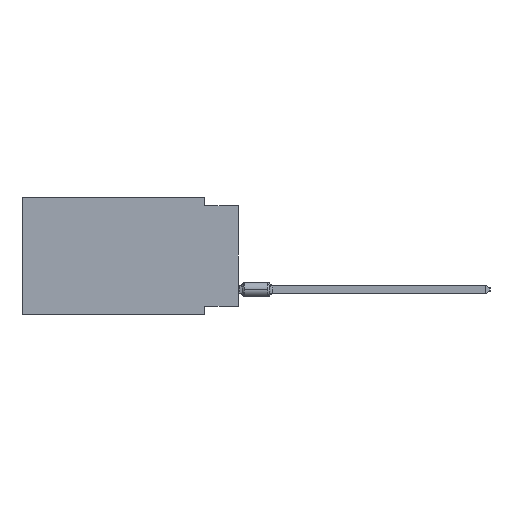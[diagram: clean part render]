
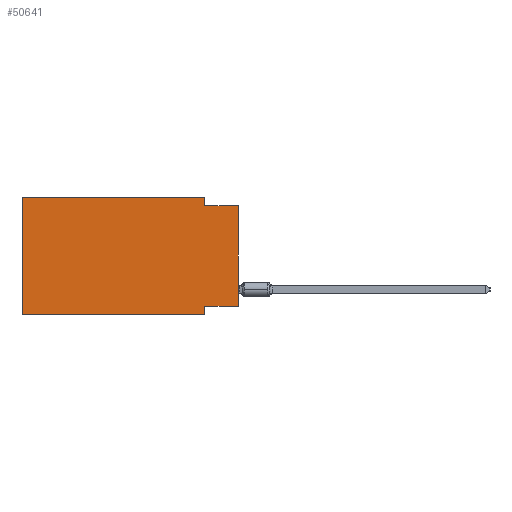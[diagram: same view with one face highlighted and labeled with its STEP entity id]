
A CAD part, left-side view. The second image highlights one B-rep face of the part: STEP entity #50641.
In plain terms, the highlighted planar face has unit normal (-1, 0, 0).
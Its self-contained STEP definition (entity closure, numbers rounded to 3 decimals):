
#40 = VECTOR ( 'NONE', #28776, 1000. ) ;
#286 = VECTOR ( 'NONE', #33575, 1000. ) ;
#828 = DIRECTION ( 'NONE',  ( 0., -1., 0. ) ) ;
#945 = VERTEX_POINT ( 'NONE', #47325 ) ;
#1553 = DIRECTION ( 'NONE',  ( 0., -1., 0. ) ) ;
#3156 = DIRECTION ( 'NONE',  ( 0., 0., 1. ) ) ;
#4093 = LINE ( 'NONE', #32626, #40 ) ;
#4747 = VERTEX_POINT ( 'NONE', #51060 ) ;
#7536 = LINE ( 'NONE', #40738, #22599 ) ;
#7705 = DIRECTION ( 'NONE',  ( 0., 0., -1. ) ) ;
#9202 = ORIENTED_EDGE ( 'NONE', *, *, #16512, .F. ) ;
#9603 = CARTESIAN_POINT ( 'NONE',  ( 0., 2.54, -0.635 ) ) ;
#9860 = EDGE_CURVE ( 'NONE', #945, #15736, #4093, .T. ) ;
#9868 = CARTESIAN_POINT ( 'NONE',  ( 0., 0., -0.635 ) ) ;
#10384 = CARTESIAN_POINT ( 'NONE',  ( 0., 16.383, 0. ) ) ;
#11190 = VECTOR ( 'NONE', #7705, 1000. ) ;
#11684 = CARTESIAN_POINT ( 'NONE',  ( 0., 2.54, 0. ) ) ;
#11984 = EDGE_CURVE ( 'NONE', #4747, #53909, #43243, .T. ) ;
#12259 = CARTESIAN_POINT ( 'NONE',  ( 0., 16.383, 0. ) ) ;
#12921 = EDGE_CURVE ( 'NONE', #945, #27508, #37212, .T. ) ;
#15736 = VERTEX_POINT ( 'NONE', #26270 ) ;
#16380 = DIRECTION ( 'NONE',  ( 1., 0., 0. ) ) ;
#16512 = EDGE_CURVE ( 'NONE', #4747, #49305, #7536, .T. ) ;
#16835 = LINE ( 'NONE', #49497, #286 ) ;
#17426 = VECTOR ( 'NONE', #45456, 1000. ) ;
#19195 = VERTEX_POINT ( 'NONE', #9603 ) ;
#19777 = CARTESIAN_POINT ( 'NONE',  ( 0., 2.54, -8.89 ) ) ;
#20847 = LINE ( 'NONE', #21131, #11190 ) ;
#20902 = VECTOR ( 'NONE', #28947, 1000. ) ;
#21131 = CARTESIAN_POINT ( 'NONE',  ( 0., 2.54, -8.89 ) ) ;
#22599 = VECTOR ( 'NONE', #3156, 1000. ) ;
#23254 = ORIENTED_EDGE ( 'NONE', *, *, #27040, .F. ) ;
#24407 = ORIENTED_EDGE ( 'NONE', *, *, #9860, .F. ) ;
#24408 = ORIENTED_EDGE ( 'NONE', *, *, #37664, .F. ) ;
#24727 = EDGE_CURVE ( 'NONE', #15736, #53909, #20847, .T. ) ;
#24886 = DIRECTION ( 'NONE',  ( 0., 0., -1. ) ) ;
#26270 = CARTESIAN_POINT ( 'NONE',  ( 0., 2.54, -8.255 ) ) ;
#27040 = EDGE_CURVE ( 'NONE', #19195, #27508, #38120, .T. ) ;
#27508 = VERTEX_POINT ( 'NONE', #46287 ) ;
#28472 = PLANE ( 'NONE',  #29889 ) ;
#28714 = CARTESIAN_POINT ( 'NONE',  ( 0., 0., 0. ) ) ;
#28776 = DIRECTION ( 'NONE',  ( 0., 1., 0. ) ) ;
#28947 = DIRECTION ( 'NONE',  ( 0., 0., -1. ) ) ;
#29008 = FACE_OUTER_BOUND ( 'NONE', #51562, .T. ) ;
#29889 = AXIS2_PLACEMENT_3D ( 'NONE', #12259, #16380, #24886 ) ;
#31649 = VERTEX_POINT ( 'NONE', #41826 ) ;
#32626 = CARTESIAN_POINT ( 'NONE',  ( 0., 0., -8.255 ) ) ;
#33575 = DIRECTION ( 'NONE',  ( 0., -1., 0. ) ) ;
#37181 = LINE ( 'NONE', #11684, #20902 ) ;
#37212 = LINE ( 'NONE', #28714, #17426 ) ;
#37664 = EDGE_CURVE ( 'NONE', #49305, #31649, #16835, .T. ) ;
#38120 = LINE ( 'NONE', #9868, #48251 ) ;
#39109 = CARTESIAN_POINT ( 'NONE',  ( 0., 16.383, -8.89 ) ) ;
#40738 = CARTESIAN_POINT ( 'NONE',  ( 0., 16.383, 0. ) ) ;
#41826 = CARTESIAN_POINT ( 'NONE',  ( 0., 2.54, 0. ) ) ;
#41845 = VECTOR ( 'NONE', #1553, 1000. ) ;
#43243 = LINE ( 'NONE', #39109, #41845 ) ;
#43690 = ORIENTED_EDGE ( 'NONE', *, *, #47997, .F. ) ;
#43830 = ORIENTED_EDGE ( 'NONE', *, *, #24727, .F. ) ;
#45456 = DIRECTION ( 'NONE',  ( 0., 0., 1. ) ) ;
#46127 = ORIENTED_EDGE ( 'NONE', *, *, #12921, .T. ) ;
#46287 = CARTESIAN_POINT ( 'NONE',  ( 0., 0., -0.635 ) ) ;
#47325 = CARTESIAN_POINT ( 'NONE',  ( 0., 0., -8.255 ) ) ;
#47997 = EDGE_CURVE ( 'NONE', #31649, #19195, #37181, .T. ) ;
#48251 = VECTOR ( 'NONE', #828, 1000. ) ;
#49305 = VERTEX_POINT ( 'NONE', #10384 ) ;
#49497 = CARTESIAN_POINT ( 'NONE',  ( 0., 16.383, 0. ) ) ;
#50641 = ADVANCED_FACE ( 'NONE', ( #29008 ), #28472, .F. ) ;
#51060 = CARTESIAN_POINT ( 'NONE',  ( 0., 16.383, -8.89 ) ) ;
#51420 = ORIENTED_EDGE ( 'NONE', *, *, #11984, .T. ) ;
#51562 = EDGE_LOOP ( 'NONE', ( #46127, #23254, #43690, #24408, #9202, #51420, #43830, #24407 ) ) ;
#53909 = VERTEX_POINT ( 'NONE', #19777 ) ;
